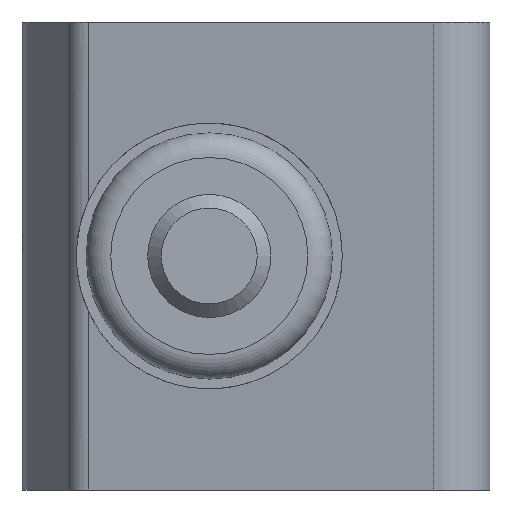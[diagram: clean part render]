
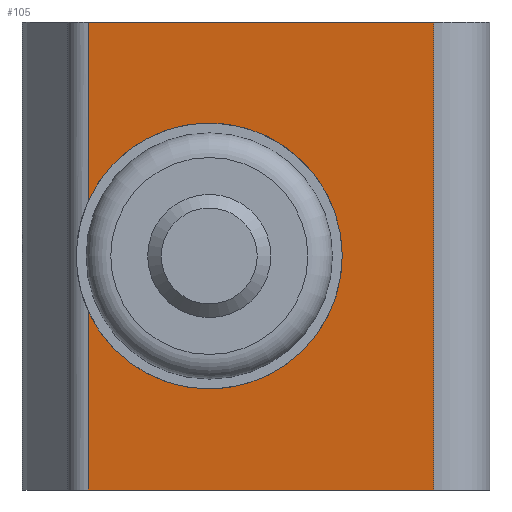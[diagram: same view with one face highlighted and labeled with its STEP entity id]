
A CAD part, front view. The second image highlights one B-rep face of the part: STEP entity #105.
In plain terms, the highlighted planar face has unit normal (-0.141, -0.99, 0).
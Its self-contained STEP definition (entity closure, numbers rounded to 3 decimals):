
#105 = ADVANCED_FACE( '', ( #231 ), #232, .F. );
#231 = FACE_OUTER_BOUND( '', #378, .T. );
#232 = PLANE( '', #379 );
#378 = EDGE_LOOP( '', ( #609, #610, #611, #612, #613, #614 ) );
#379 = AXIS2_PLACEMENT_3D( '', #615, #616, #617 );
#609 = ORIENTED_EDGE( '', *, *, #863, .F. );
#610 = ORIENTED_EDGE( '', *, *, #830, .T. );
#611 = ORIENTED_EDGE( '', *, *, #864, .T. );
#612 = ORIENTED_EDGE( '', *, *, #861, .F. );
#613 = ORIENTED_EDGE( '', *, *, #865, .F. );
#614 = ORIENTED_EDGE( '', *, *, #827, .T. );
#615 = CARTESIAN_POINT( '', ( -2.452, 0.91, 4.75 ) );
#616 = DIRECTION( '', ( 0.141, 0.99, 0. ) );
#617 = DIRECTION( '', ( -0.99, 0.141, 0. ) );
#827 = EDGE_CURVE( '', #985, #982, #986, .T. );
#830 = EDGE_CURVE( '', #983, #988, #990, .T. );
#861 = EDGE_CURVE( '', #1035, #1033, #1037, .T. );
#863 = EDGE_CURVE( '', #983, #982, #1039, .F. );
#864 = EDGE_CURVE( '', #988, #1033, #1040, .T. );
#865 = EDGE_CURVE( '', #985, #1035, #1041, .T. );
#982 = VERTEX_POINT( '', #1192 );
#983 = VERTEX_POINT( '', #1193 );
#985 = VERTEX_POINT( '', #1204 );
#986 = LINE( '', #1205, #1206 );
#988 = VERTEX_POINT( '', #1208 );
#990 = LINE( '', #1210, #1211 );
#1033 = VERTEX_POINT( '', #1265 );
#1035 = VERTEX_POINT( '', #1267 );
#1037 = LINE( '', #1269, #1270 );
#1039 = ELLIPSE( '', #1272, 2.727, 2.7 );
#1040 = LINE( '', #1273, #1274 );
#1041 = LINE( '', #1275, #1276 );
#1192 = CARTESIAN_POINT( '', ( -2.452, 0.91, 1.13 ) );
#1193 = CARTESIAN_POINT( '', ( -2.452, 0.91, -1.13 ) );
#1204 = CARTESIAN_POINT( '', ( -2.452, 0.91, 4.75 ) );
#1205 = CARTESIAN_POINT( '', ( -2.452, 0.91, 4.75 ) );
#1206 = VECTOR( '', #1382, 1000. );
#1208 = CARTESIAN_POINT( '', ( -2.452, 0.91, -4.75 ) );
#1210 = CARTESIAN_POINT( '', ( -2.452, 0.91, 4.75 ) );
#1211 = VECTOR( '', #1389, 1000. );
#1265 = CARTESIAN_POINT( '', ( 4.559, -0.09, -4.75 ) );
#1267 = CARTESIAN_POINT( '', ( 4.559, -0.09, 4.75 ) );
#1269 = CARTESIAN_POINT( '', ( 4.559, -0.09, 4.75 ) );
#1270 = VECTOR( '', #1431, 1000. );
#1272 = AXIS2_PLACEMENT_3D( '', #1432, #1433, #1434 );
#1273 = CARTESIAN_POINT( '', ( -2.452, 0.91, -4.75 ) );
#1274 = VECTOR( '', #1435, 1000. );
#1275 = CARTESIAN_POINT( '', ( -2.452, 0.91, 4.75 ) );
#1276 = VECTOR( '', #1436, 1000. );
#1382 = DIRECTION( '', ( 0., 0., -1. ) );
#1389 = DIRECTION( '', ( 0., 0., -1. ) );
#1431 = DIRECTION( '', ( 0., 0., -1. ) );
#1432 = CARTESIAN_POINT( '', ( 0., 0.56, 0. ) );
#1433 = DIRECTION( '', ( 0.141, 0.99, 0. ) );
#1434 = DIRECTION( '', ( 0.99, -0.141, 0. ) );
#1435 = DIRECTION( '', ( 0.99, -0.141, 0. ) );
#1436 = DIRECTION( '', ( 0.99, -0.141, 0. ) );
